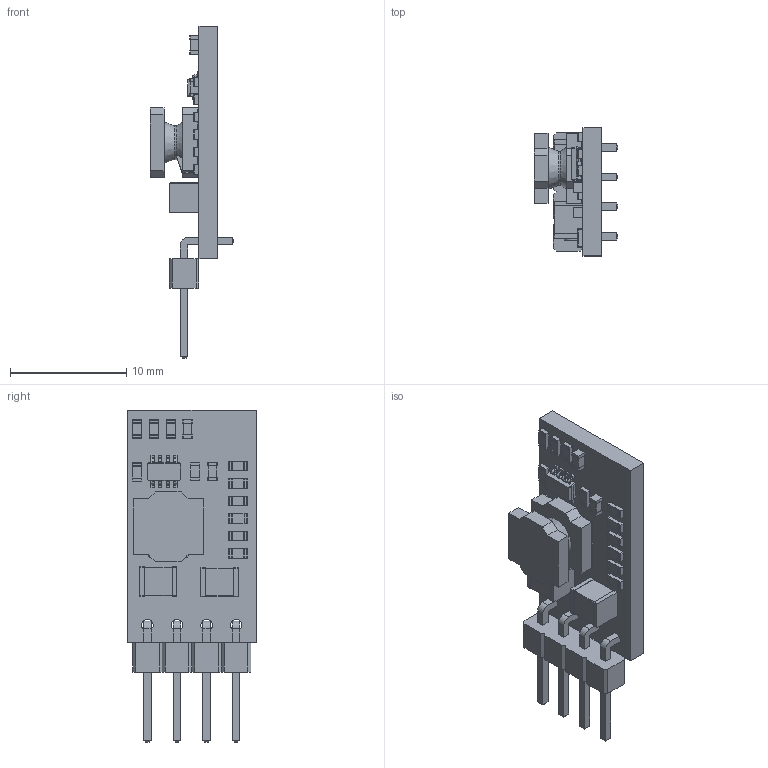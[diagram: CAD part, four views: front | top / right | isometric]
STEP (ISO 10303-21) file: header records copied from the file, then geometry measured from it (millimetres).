
FILE_DESCRIPTION(('FreeCAD Model'),'2;1');
FILE_NAME('DC-DC_24V_Stepdown_brekout_vertical.step','2021-03-02T11:11:26', ('kicad StepUp'),('ksu MCAD'),'Open CASCADE STEP processor 7.3', 'FreeCAD','Unknown');
FILE_SCHEMA(('AUTOMOTIVE_DESIGN { 1 0 10303 214 1 1 1 1 }'));
Length unit declared in the file: millimetre
Products named in the file (1): breakot_cp
Bounding box: 7.2 x 11 x 28.5 mm (x, y, z)
Volume: 575.4 mm3; surface area: 1148.8 mm2
Topology: 19 solids, 19 shells, 734 faces, 1897 edges, 1218 vertices
Faces by surface type: plane 519, cylinder 180, bspline 32, cone 2, torus 1
Full cylindrical faces by diameter (mm): 1 x4
Entity records: 27199 total; most frequent: CARTESIAN_POINT 3978, ORIENTED_EDGE 3794, DIRECTION 3658, EDGE_CURVE 1897, LINE 1478, VECTOR 1478, VERTEX_POINT 1218, AXIS2_PLACEMENT_3D 1090
